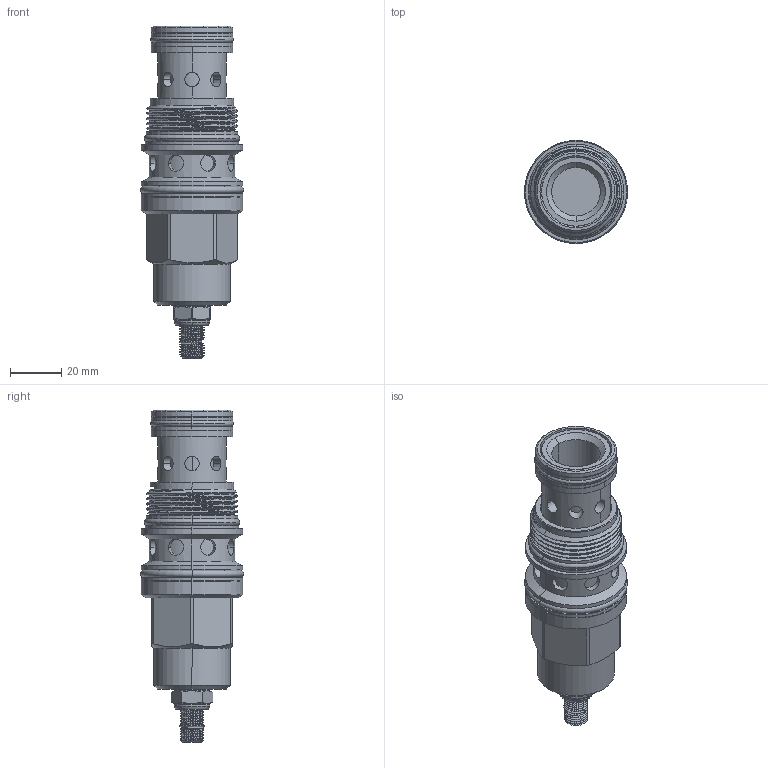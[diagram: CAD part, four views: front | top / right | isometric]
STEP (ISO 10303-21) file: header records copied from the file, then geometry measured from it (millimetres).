
FILE_DESCRIPTION (( 'STEP AP203' ), '1' );
FILE_NAME ('FR17A3F-L.STEP', '2020-03-20T02:19:24', ( '' ), ( '' ), 'SwSTEP 2.0', 'SolidWorks 2018', '' );
FILE_SCHEMA (( 'CONFIG_CONTROL_DESIGN' ));
Length unit declared in the file: millimetre
Products named in the file (1): FR17A3F-L
Bounding box: 40.39 x 40.39 x 129.96 mm (x, y, z)
Volume: 88283 mm3; surface area: 24531.4 mm2
Topology: 8 solids, 8 shells, 299 faces, 688 edges, 428 vertices
Faces by surface type: cylinder 160, plane 64, cone 34, torus 32, bspline 9
Entity records: 17889 total; most frequent: CARTESIAN_POINT 11308, ORIENTED_EDGE 1372, DIRECTION 1340, EDGE_CURVE 686, AXIS2_PLACEMENT_3D 557, VERTEX_POINT 428, EDGE_LOOP 336, FACE_OUTER_BOUND 299
